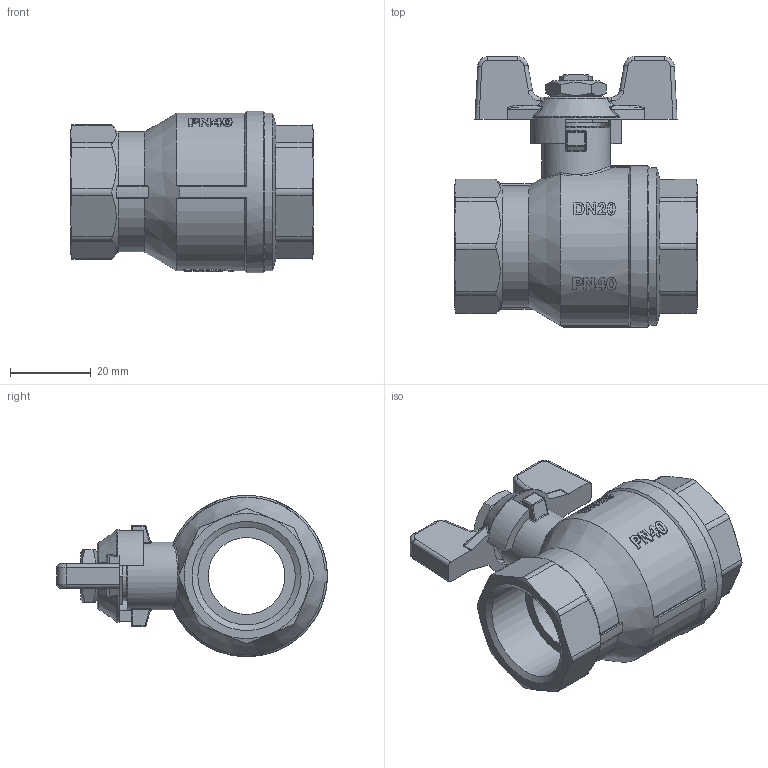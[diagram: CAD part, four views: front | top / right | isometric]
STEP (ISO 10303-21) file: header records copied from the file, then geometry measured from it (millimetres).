
FILE_DESCRIPTION (( 'STEP AP214' ), '1' );
FILE_NAME ('DVGW-K2-034-WF0-4 Kugelhahn FG 2211.STEP', '2022-11-25T12:06:28', ( '' ), ( '' ), 'SwSTEP 2.0', 'SolidWorks 2019', '' );
FILE_SCHEMA (( 'AUTOMOTIVE_DESIGN' ));
Length unit declared in the file: millimetre
Products named in the file (1): DVGW-K2-034-WF0-4 Kugelhahn FG 2211
Bounding box: 60 x 67 x 40 mm (x, y, z)
Volume: 44685.8 mm3; surface area: 16178 mm2
Topology: 1 solids, 1 shells, 561 faces, 1428 edges, 901 vertices
Faces by surface type: plane 187, bspline 167, cylinder 133, cone 39, torus 23, sphere 12
Full cylindrical faces by diameter (mm): 8 x1, 12.166 x1, 13 x1, 17 x1, 18 x1, 19 x1, 24.117 x2, 39 x1, 40 x1
Entity records: 23034 total; most frequent: CARTESIAN_POINT 9623, ORIENTED_EDGE 2780, DIRECTION 1893, EDGE_CURVE 1390, VERTEX_POINT 893, AXIS2_PLACEMENT_3D 673, EDGE_LOOP 625, FACE_OUTER_BOUND 572
